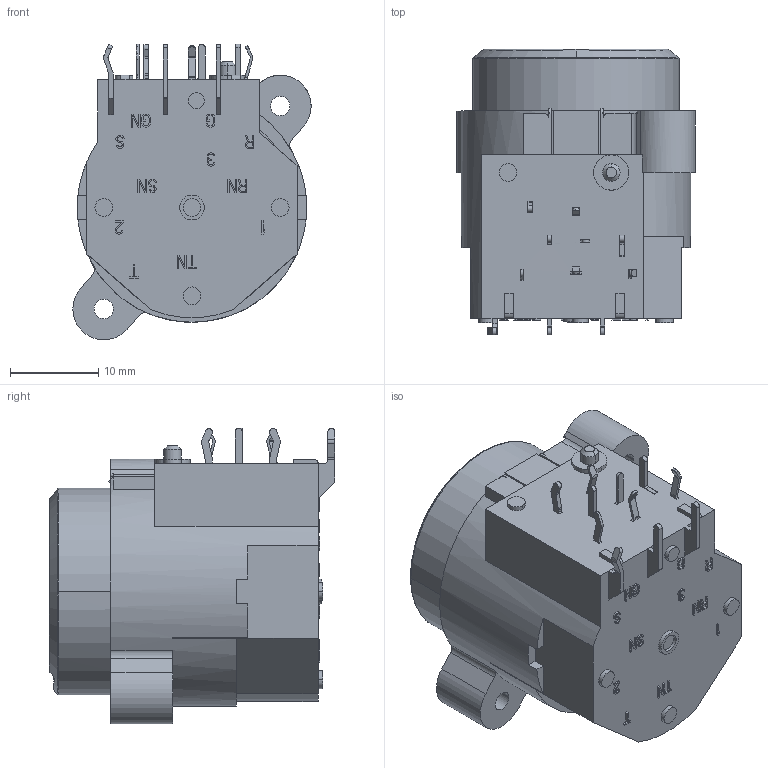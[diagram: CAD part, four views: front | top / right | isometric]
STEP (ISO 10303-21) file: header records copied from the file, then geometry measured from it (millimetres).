
FILE_DESCRIPTION((''),'2;1');
FILE_NAME('PRT0068','2021-04-06T',('zyj'),(''),'PRO/ENGINEER BY PARAMETRIC TECHNOLOGY CORPORATION, 2013040','PRO/ENGINEER BY PARAMETRIC TECHNOLOGY CORPORATION, 2013040','');
FILE_SCHEMA(('CONFIG_CONTROL_DESIGN','SHAPE_APPEARANCE_LAYERS_GROUPS'));
Length unit declared in the file: millimetre
Products named in the file (1): PRT0068
Bounding box: 27 x 32.4 x 33.52 mm (x, y, z)
Volume: 13817.2 mm3; surface area: 8080.1 mm2
Topology: 1 solids, 13 shells, 1240 faces, 3599 edges, 2403 vertices
Faces by surface type: plane 917, cylinder 291, torus 14, bspline 11, cone 6, extrusion 1
Entity records: 41929 total; most frequent: CARTESIAN_POINT 8553, ORIENTED_EDGE 7198, DIRECTION 6638, EDGE_CURVE 3599, VECTOR 2740, LINE 2739, VERTEX_POINT 2403, AXIS2_PLACEMENT_3D 1949
